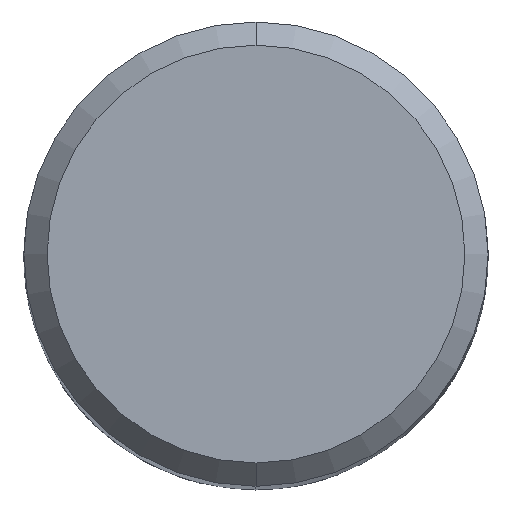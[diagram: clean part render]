
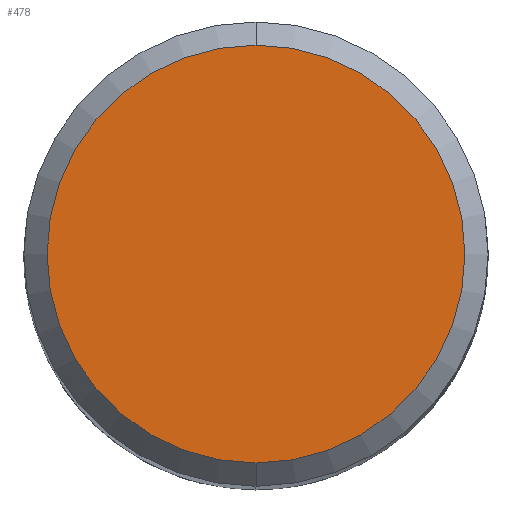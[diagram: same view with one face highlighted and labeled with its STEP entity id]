
A CAD part, top view. The second image highlights one B-rep face of the part: STEP entity #478.
In plain terms, the highlighted planar face has unit normal (0, 0, 1).
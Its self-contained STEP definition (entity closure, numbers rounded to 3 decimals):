
#478=ADVANCED_FACE('',(#1180),#1181,.T.);
#680=EDGE_CURVE('',#860,#778,#1406,.T.);
#778=VERTEX_POINT('',#1515);
#860=VERTEX_POINT('',#1606);
#1016=EDGE_CURVE('',#778,#860,#1774,.T.);
#1180=FACE_OUTER_BOUND('',#2127,.T.);
#1181=PLANE('',#2128);
#1406=CIRCLE('',#2973,5.4);
#1515=CARTESIAN_POINT('',(0.0,5.4,0.0));
#1606=CARTESIAN_POINT('',(0.,-5.4,0.0));
#1774=CIRCLE('',#5149,5.4);
#2127=EDGE_LOOP('',(#5301,#5302));
#2128=AXIS2_PLACEMENT_3D('',#5303,#5304,#5305);
#2973=AXIS2_PLACEMENT_3D('',#5608,#5609,#5610);
#5149=AXIS2_PLACEMENT_3D('',#6051,#6052,#6053);
#5301=ORIENTED_EDGE('',*,*,#1016,.F.);
#5302=ORIENTED_EDGE('',*,*,#680,.F.);
#5303=CARTESIAN_POINT('',(0.0,2.7,0.0));
#5304=DIRECTION('',(-0.0,0.0,1.0));
#5305=DIRECTION('',(0.0,-1.0,0.0));
#5608=CARTESIAN_POINT('',(0.0,0.0,0.0));
#5609=DIRECTION('',(0.0,0.0,-1.0));
#5610=DIRECTION('',(0.0,1.0,0.0));
#6051=CARTESIAN_POINT('',(0.0,0.0,0.0));
#6052=DIRECTION('',(0.0,0.0,-1.0));
#6053=DIRECTION('',(0.0,1.0,0.0));
